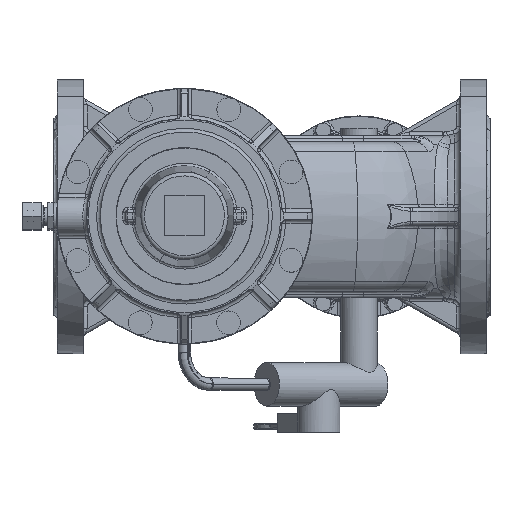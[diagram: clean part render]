
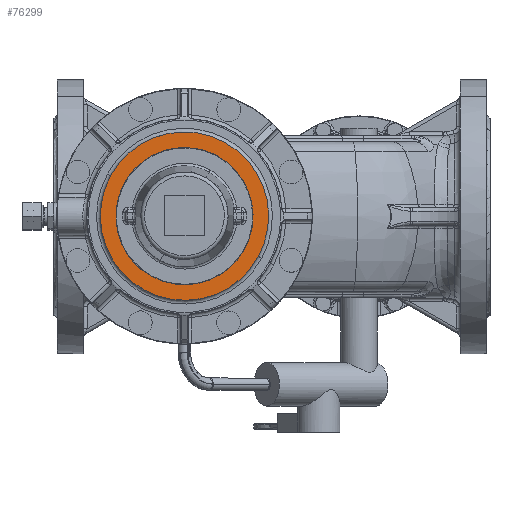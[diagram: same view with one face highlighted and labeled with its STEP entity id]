
A CAD part, top view. The second image highlights one B-rep face of the part: STEP entity #76299.
In plain terms, the highlighted planar face has unit normal (0, 0, 1).
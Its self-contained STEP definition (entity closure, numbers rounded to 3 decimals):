
#76075=DIRECTION('Axis2P3D Direction',(0.,-0.,-1.)) ;
#76099=DIRECTION('Axis2P3D Direction',(0.,0.,-1.)) ;
#76265=DIRECTION('Axis2P3D Direction',(0.,0.,-1.)) ;
#76266=DIRECTION('Axis2P3D XDirection',(1.,0.,0.)) ;
#76274=DIRECTION('Axis2P3D Direction',(0.,0.,-1.)) ;
#76283=DIRECTION('Axis2P3D Direction',(0.,0.,-1.)) ;
#76290=DIRECTION('Axis2P3D Direction',(0.,0.,-1.)) ;
#76071=CARTESIAN_POINT('Vertex',(59.237,-32.361,236.)) ;
#76074=CARTESIAN_POINT('Axis2P3D Location',(0.,0.,236.)) ;
#76078=CARTESIAN_POINT('Vertex',(-59.237,32.361,236.)) ;
#76098=CARTESIAN_POINT('Axis2P3D Location',(0.,0.,236.)) ;
#76264=CARTESIAN_POINT('Axis2P3D Location',(10.,0.,236.)) ;
#76273=CARTESIAN_POINT('Axis2P3D Location',(0.,0.,236.)) ;
#76277=CARTESIAN_POINT('Vertex',(-26.129,-47.828,236.)) ;
#76279=CARTESIAN_POINT('Vertex',(20.212,50.613,236.)) ;
#76282=CARTESIAN_POINT('Axis2P3D Location',(0.,0.,236.)) ;
#76286=CARTESIAN_POINT('Vertex',(26.129,47.828,236.)) ;
#76289=CARTESIAN_POINT('Axis2P3D Location',(0.,0.,236.)) ;
#76076=AXIS2_PLACEMENT_3D('Circle Axis2P3D',#76074,#76075,$) ;
#76100=AXIS2_PLACEMENT_3D('Circle Axis2P3D',#76098,#76099,$) ;
#76267=AXIS2_PLACEMENT_3D('Plane Axis2P3D',#76264,#76265,#76266) ;
#76275=AXIS2_PLACEMENT_3D('Circle Axis2P3D',#76273,#76274,$) ;
#76284=AXIS2_PLACEMENT_3D('Circle Axis2P3D',#76282,#76283,$) ;
#76291=AXIS2_PLACEMENT_3D('Circle Axis2P3D',#76289,#76290,$) ;
#76298=FACE_BOUND('',#76294,.T.) ;
#76080=EDGE_CURVE('',#76072,#76079,#76077,.T.) ;
#76102=EDGE_CURVE('',#76079,#76072,#76101,.T.) ;
#76281=EDGE_CURVE('',#76278,#76280,#76276,.T.) ;
#76288=EDGE_CURVE('',#76280,#76287,#76285,.T.) ;
#76293=EDGE_CURVE('',#76287,#76278,#76292,.T.) ;
#76268=PLANE('Plane',#76267) ;
#76270=ORIENTED_EDGE('',*,*,#76080,.F.) ;
#76271=ORIENTED_EDGE('',*,*,#76102,.F.) ;
#76295=ORIENTED_EDGE('',*,*,#76281,.T.) ;
#76296=ORIENTED_EDGE('',*,*,#76288,.T.) ;
#76297=ORIENTED_EDGE('',*,*,#76293,.T.) ;
#76299=ADVANCED_FACE('Brep With Voids',(#76272,#76298),#76268,.F.) ;
#76077=CIRCLE('generated circle',#76076,67.5) ;
#76101=CIRCLE('generated circle',#76100,67.5) ;
#76276=CIRCLE('generated circle',#76275,54.5) ;
#76285=CIRCLE('generated circle',#76284,54.5) ;
#76292=CIRCLE('generated circle',#76291,54.5) ;
#76072=VERTEX_POINT('',#76071) ;
#76079=VERTEX_POINT('',#76078) ;
#76278=VERTEX_POINT('',#76277) ;
#76280=VERTEX_POINT('',#76279) ;
#76287=VERTEX_POINT('',#76286) ;
#76269=EDGE_LOOP('',(#76270,#76271)) ;
#76294=EDGE_LOOP('',(#76295,#76296,#76297)) ;
#76272=FACE_OUTER_BOUND('',#76269,.T.) ;
